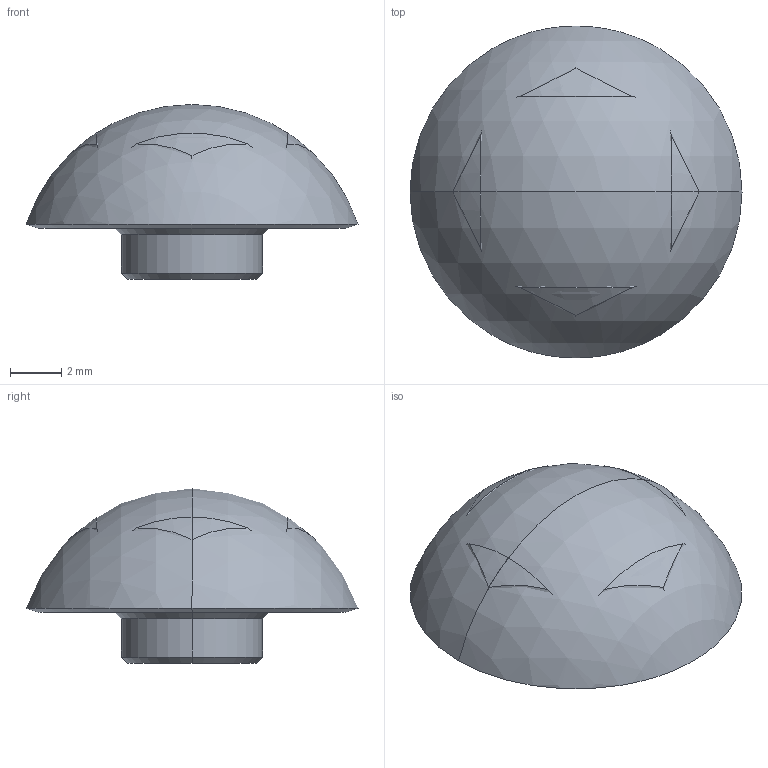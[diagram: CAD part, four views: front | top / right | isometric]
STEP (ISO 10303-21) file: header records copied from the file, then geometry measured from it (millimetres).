
FILE_DESCRIPTION (( 'STEP AP214' ), '1' );
FILE_NAME ('JoystickButton.STEP', '2020-03-04T15:50:46', ( '' ), ( '' ), 'SwSTEP 2.0', 'SolidWorks 2018', '' );
FILE_SCHEMA (( 'AUTOMOTIVE_DESIGN' ));
Length unit declared in the file: millimetre
Products named in the file (1): JoystickButton
Bounding box: 12.95 x 12.95 x 6.82 mm (x, y, z)
Volume: 408.3 mm3; surface area: 752.7 mm2
Topology: 2 solids, 2 shells, 58 faces, 130 edges, 80 vertices
Faces by surface type: cone 22, plane 20, sphere 12, cylinder 4
Entity records: 1813 total; most frequent: CARTESIAN_POINT 329, DIRECTION 300, ORIENTED_EDGE 260, AXIS2_PLACEMENT_3D 131, EDGE_CURVE 130, VERTEX_POINT 80, CIRCLE 72, EDGE_LOOP 62
